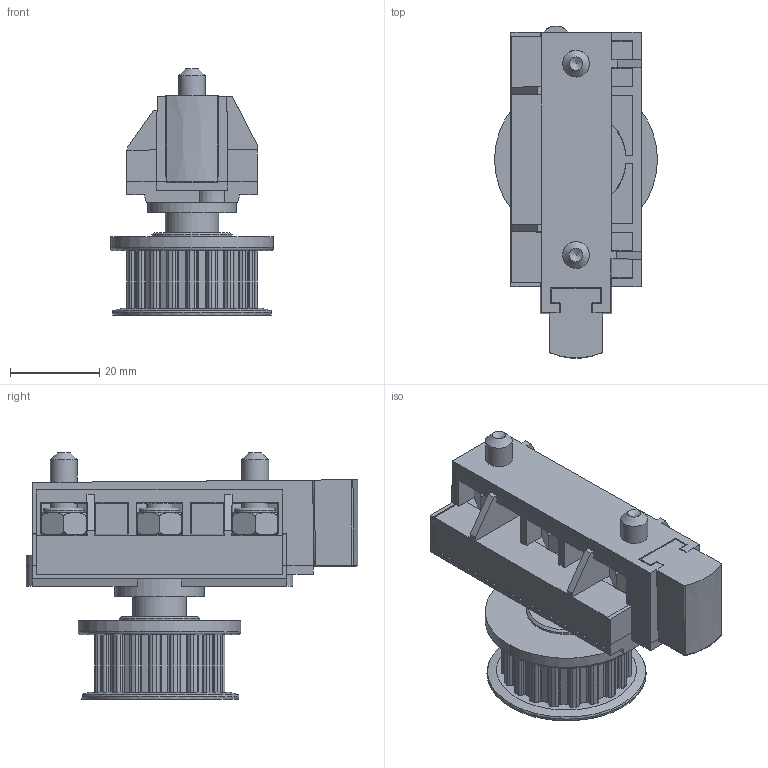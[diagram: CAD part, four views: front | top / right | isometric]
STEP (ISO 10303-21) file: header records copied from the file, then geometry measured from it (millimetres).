
FILE_DESCRIPTION(/* description */ (''),/* implementation_level */ '2;1');
FILE_NAME(/* name */ '11286XA2-SYN.stp',/* time_stamp */ '2022-10-21T15:37:41+02:00',/* author */ ('Giuliano'),/* organization */ (''),/* preprocessor_version */ 'ST-DEVELOPER v18.1',/* originating_system */ 'Autodesk Inventor 2021',/* authorisation */ '');
FILE_SCHEMA (('AUTOMOTIVE_DESIGN { 1 0 10303 214 3 1 1 }'));
Length unit declared in the file: millimetre
Products named in the file (1): Pièce1
Bounding box: 36.6 x 74.58 x 55.3 mm (x, y, z)
Volume: 44139.6 mm3; surface area: 18630 mm2
Topology: 1 solids, 1 shells, 384 faces, 1064 edges, 693 vertices
Faces by surface type: plane 213, cylinder 128, cone 18, torus 11, sphere 8, bspline 6
Full cylindrical faces by diameter (mm): 6 x5, 9.182 x3, 12 x1, 18 x1, 20 x1, 36.6 x1
Entity records: 13172 total; most frequent: CARTESIAN_POINT 3180, ORIENTED_EDGE 2128, DIRECTION 2073, EDGE_CURVE 1064, AXIS2_PLACEMENT_3D 699, VERTEX_POINT 693, LINE 675, VECTOR 675
